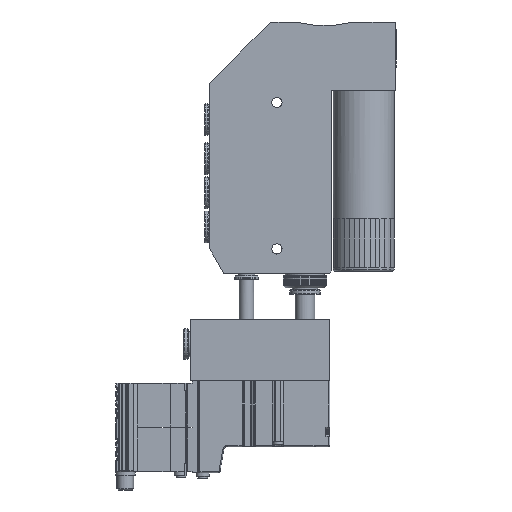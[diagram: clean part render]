
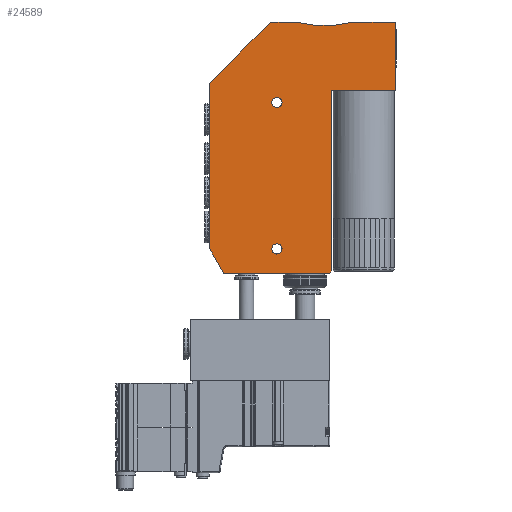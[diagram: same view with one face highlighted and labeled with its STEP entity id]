
A CAD part, left-side view. The second image highlights one B-rep face of the part: STEP entity #24589.
In plain terms, the highlighted planar face has unit normal (-1, 0, 0).
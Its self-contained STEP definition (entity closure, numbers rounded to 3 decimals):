
#1257=FACE_BOUND('',#4673,.T.);
#1258=FACE_BOUND('',#4674,.T.);
#1830=PLANE('',#27091);
#3160=FACE_OUTER_BOUND('',#4672,.T.);
#4672=EDGE_LOOP('',(#21293,#21294,#21295,#21296,#21297,#21298,#21299,#21300,
#21301,#21302,#21303,#21304,#21305));
#4673=EDGE_LOOP('',(#21306,#21307));
#4674=EDGE_LOOP('',(#21308,#21309));
#6299=LINE('',#61600,#8217);
#6302=LINE('',#61606,#8220);
#6308=LINE('',#61643,#8226);
#6312=LINE('',#61650,#8230);
#6319=LINE('',#61683,#8237);
#6327=LINE('',#61705,#8245);
#6329=LINE('',#61709,#8247);
#6330=LINE('',#61710,#8248);
#6331=LINE('',#61712,#8249);
#6332=LINE('',#61714,#8250);
#8217=VECTOR('',#33202,10.);
#8220=VECTOR('',#33207,10.);
#8226=VECTOR('',#33245,10.);
#8230=VECTOR('',#33251,10.);
#8237=VECTOR('',#33286,10.);
#8245=VECTOR('',#33306,10.);
#8247=VECTOR('',#33310,10.);
#8248=VECTOR('',#33311,10.);
#8249=VECTOR('',#33312,10.);
#8250=VECTOR('',#33315,10.);
#9901=CIRCLE('',#27063,2.1);
#9902=CIRCLE('',#27064,2.1);
#9904=CIRCLE('',#27067,2.1);
#9905=CIRCLE('',#27068,2.1);
#9913=CIRCLE('',#27083,1.);
#9916=CIRCLE('',#27089,1.);
#9917=CIRCLE('',#27092,48.645);
#11816=VERTEX_POINT('',#61593);
#11819=VERTEX_POINT('',#61598);
#11821=VERTEX_POINT('',#61604);
#11828=VERTEX_POINT('',#61623);
#11829=VERTEX_POINT('',#61625);
#11831=VERTEX_POINT('',#61631);
#11832=VERTEX_POINT('',#61633);
#11835=VERTEX_POINT('',#61640);
#11836=VERTEX_POINT('',#61642);
#11838=VERTEX_POINT('',#61648);
#11849=VERTEX_POINT('',#61676);
#11850=VERTEX_POINT('',#61678);
#11856=VERTEX_POINT('',#61698);
#11857=VERTEX_POINT('',#61699);
#11858=VERTEX_POINT('',#61704);
#11859=VERTEX_POINT('',#61708);
#11860=VERTEX_POINT('',#61711);
#15057=EDGE_CURVE('',#11816,#11819,#6299,.T.);
#15060=EDGE_CURVE('',#11821,#11819,#6302,.T.);
#15069=EDGE_CURVE('',#11829,#11828,#9901,.T.);
#15070=EDGE_CURVE('',#11828,#11829,#9902,.T.);
#15073=EDGE_CURVE('',#11832,#11831,#9904,.T.);
#15074=EDGE_CURVE('',#11831,#11832,#9905,.T.);
#15077=EDGE_CURVE('',#11836,#11835,#6308,.T.);
#15081=EDGE_CURVE('',#11838,#11835,#6312,.T.);
#15094=EDGE_CURVE('',#11849,#11850,#9913,.T.);
#15097=EDGE_CURVE('',#11816,#11849,#6319,.T.);
#15105=EDGE_CURVE('',#11856,#11857,#9916,.T.);
#15108=EDGE_CURVE('',#11857,#11858,#6327,.T.);
#15110=EDGE_CURVE('',#11859,#11821,#6329,.T.);
#15111=EDGE_CURVE('',#11859,#11836,#6330,.T.);
#15112=EDGE_CURVE('',#11860,#11838,#6331,.T.);
#15113=EDGE_CURVE('',#11860,#11858,#9917,.T.);
#15114=EDGE_CURVE('',#11856,#11850,#6332,.T.);
#21293=ORIENTED_EDGE('',*,*,#15094,.F.);
#21294=ORIENTED_EDGE('',*,*,#15097,.F.);
#21295=ORIENTED_EDGE('',*,*,#15057,.T.);
#21296=ORIENTED_EDGE('',*,*,#15060,.F.);
#21297=ORIENTED_EDGE('',*,*,#15110,.F.);
#21298=ORIENTED_EDGE('',*,*,#15111,.T.);
#21299=ORIENTED_EDGE('',*,*,#15077,.T.);
#21300=ORIENTED_EDGE('',*,*,#15081,.F.);
#21301=ORIENTED_EDGE('',*,*,#15112,.F.);
#21302=ORIENTED_EDGE('',*,*,#15113,.T.);
#21303=ORIENTED_EDGE('',*,*,#15108,.F.);
#21304=ORIENTED_EDGE('',*,*,#15105,.F.);
#21305=ORIENTED_EDGE('',*,*,#15114,.T.);
#21306=ORIENTED_EDGE('',*,*,#15069,.T.);
#21307=ORIENTED_EDGE('',*,*,#15070,.T.);
#21308=ORIENTED_EDGE('',*,*,#15073,.T.);
#21309=ORIENTED_EDGE('',*,*,#15074,.T.);
#24589=ADVANCED_FACE('',(#3160,#1257,#1258),#1830,.T.);
#27063=AXIS2_PLACEMENT_3D('',#61626,#33228,#33229);
#27064=AXIS2_PLACEMENT_3D('',#61627,#33230,#33231);
#27067=AXIS2_PLACEMENT_3D('',#61634,#33237,#33238);
#27068=AXIS2_PLACEMENT_3D('',#61635,#33239,#33240);
#27083=AXIS2_PLACEMENT_3D('',#61679,#33280,#33281);
#27089=AXIS2_PLACEMENT_3D('',#61700,#33300,#33301);
#27091=AXIS2_PLACEMENT_3D('',#61707,#33308,#33309);
#27092=AXIS2_PLACEMENT_3D('',#61713,#33313,#33314);
#33202=DIRECTION('',(0.,-0.5,-0.866));
#33207=DIRECTION('',(0.,1.,0.));
#33228=DIRECTION('center_axis',(1.,0.,0.));
#33229=DIRECTION('ref_axis',(0.,0.,
1.));
#33230=DIRECTION('center_axis',(1.,0.,0.));
#33231=DIRECTION('ref_axis',(0.,0.,
1.));
#33237=DIRECTION('center_axis',(1.,0.,0.));
#33238=DIRECTION('ref_axis',(0.,0.,
1.));
#33239=DIRECTION('center_axis',(1.,0.,0.));
#33240=DIRECTION('ref_axis',(0.,0.,
1.));
#33245=DIRECTION('',(0.,-1.,0.));
#33251=DIRECTION('',(0.,0.,-1.));
#33280=DIRECTION('center_axis',(1.,0.,0.));
#33281=DIRECTION('ref_axis',(0.,0.924,0.383));
#33286=DIRECTION('',(0.,0.,1.));
#33300=DIRECTION('center_axis',(1.,0.,0.));
#33301=DIRECTION('ref_axis',(0.,0.382,0.924));
#33306=DIRECTION('',(0.,-1.,0.));
#33308=DIRECTION('center_axis',(-1.,0.,0.));
#33309=DIRECTION('ref_axis',(0.,0.,
1.));
#33310=DIRECTION('',(0.,0.707,-0.707));
#33311=DIRECTION('',(0.,0.,1.));
#33312=DIRECTION('',(0.,-1.,0.));
#33313=DIRECTION('center_axis',(1.,0.,0.));
#33314=DIRECTION('ref_axis',(0.,-0.246,-0.969));
#33315=DIRECTION('',(0.,0.707,-0.707));
#61593=CARTESIAN_POINT('',(-26.,56.148,-17.402));
#61598=CARTESIAN_POINT('',(-26.,50.374,-27.402));
#61600=CARTESIAN_POINT('',(-26.,50.374,-27.402));
#61604=CARTESIAN_POINT('',(-26.,7.148,-27.402));
#61606=CARTESIAN_POINT('',(-26.,-19.852,-27.402));
#61623=CARTESIAN_POINT('',(-26.,28.648,-19.502));
#61625=CARTESIAN_POINT('',(-26.,28.648,-15.302));
#61626=CARTESIAN_POINT('Origin',(-26.,28.648,-17.402));
#61627=CARTESIAN_POINT('Origin',(-26.,28.648,-17.402));
#61631=CARTESIAN_POINT('',(-26.,28.648,40.498));
#61633=CARTESIAN_POINT('',(-26.,28.648,44.698));
#61634=CARTESIAN_POINT('Origin',(-26.,28.648,42.598));
#61635=CARTESIAN_POINT('Origin',(-26.,28.648,42.598));
#61640=CARTESIAN_POINT('',(-26.,-19.852,47.598));
#61642=CARTESIAN_POINT('',(-26.,6.148,47.598));
#61643=CARTESIAN_POINT('',(-26.,-0.852,47.598));
#61648=CARTESIAN_POINT('',(-26.,-19.852,75.598));
#61650=CARTESIAN_POINT('',(-26.,-19.852,75.598));
#61676=CARTESIAN_POINT('',(-26.,56.148,50.183));
#61678=CARTESIAN_POINT('',(-26.,55.855,50.891));
#61679=CARTESIAN_POINT('Origin',(-26.,55.148,50.183));
#61683=CARTESIAN_POINT('',(-26.,56.148,-27.402));
#61698=CARTESIAN_POINT('',(-26.,31.414,75.305));
#61699=CARTESIAN_POINT('',(-26.,30.708,75.598));
#61700=CARTESIAN_POINT('Origin',(-26.,30.708,74.598));
#61704=CARTESIAN_POINT('',(-26.,21.122,75.598));
#61705=CARTESIAN_POINT('',(-26.,56.148,75.598));
#61707=CARTESIAN_POINT('Origin',(-26.,18.148,24.098));
#61708=CARTESIAN_POINT('',(-26.,6.148,-26.402));
#61709=CARTESIAN_POINT('',(-26.,-3.227,-17.027));
#61710=CARTESIAN_POINT('',(-26.,6.148,35.848));
#61711=CARTESIAN_POINT('',(-26.,-2.852,75.598));
#61712=CARTESIAN_POINT('',(-26.,56.148,75.598));
#61713=CARTESIAN_POINT('Origin',(-26.,9.135,122.743));
#61714=CARTESIAN_POINT('',(-26.,40.75,65.98));
